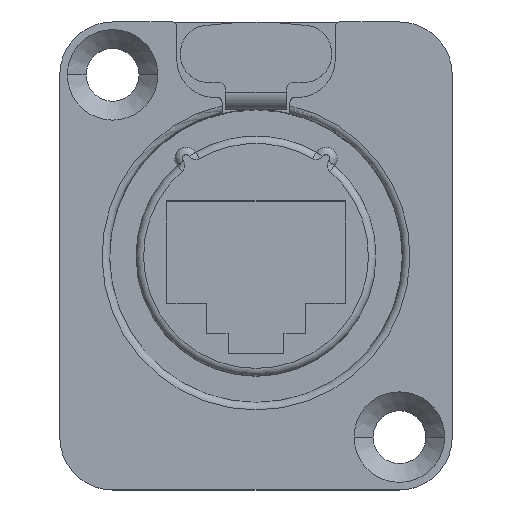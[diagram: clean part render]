
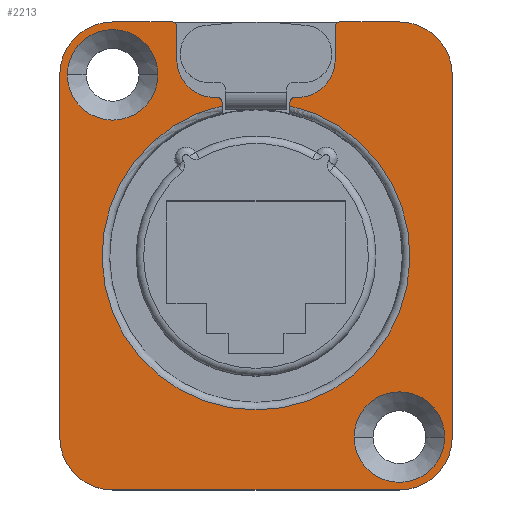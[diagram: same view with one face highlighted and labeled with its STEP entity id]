
A CAD part, top view. The second image highlights one B-rep face of the part: STEP entity #2213.
In plain terms, the highlighted planar face has unit normal (0, 0, 1).
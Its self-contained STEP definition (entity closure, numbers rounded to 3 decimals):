
#375=CARTESIAN_POINT('',(-9.5,12.,2.7));
#376=DIRECTION('',(0.,0.,1.));
#377=DIRECTION('',(1.,0.,0.));
#378=AXIS2_PLACEMENT_3D('',#375,#376,#377);
#380=CARTESIAN_POINT('',(-9.5,12.,2.7));
#381=DIRECTION('',(0.,0.,1.));
#382=DIRECTION('',(-1.,0.,0.));
#383=AXIS2_PLACEMENT_3D('',#380,#381,#382);
#385=CARTESIAN_POINT('',(9.5,-12.,2.7));
#386=DIRECTION('',(0.,0.,1.));
#387=DIRECTION('',(1.,0.,0.));
#388=AXIS2_PLACEMENT_3D('',#385,#386,#387);
#390=CARTESIAN_POINT('',(9.5,-12.,2.7));
#391=DIRECTION('',(0.,0.,1.));
#392=DIRECTION('',(-1.,0.,0.));
#393=AXIS2_PLACEMENT_3D('',#390,#391,#392);
#395=DIRECTION('',(0.,1.,0.));
#396=VECTOR('',#395,0.251);
#397=CARTESIAN_POINT('',(2.25,9.949,2.7));
#398=LINE('',#397,#396);
#399=CARTESIAN_POINT('',(2.55,10.2,2.7));
#400=DIRECTION('',(0.,0.,1.));
#401=DIRECTION('',(0.,1.,0.));
#402=AXIS2_PLACEMENT_3D('',#399,#400,#401);
#404=DIRECTION('',(1.,0.,0.));
#405=VECTOR('',#404,0.2);
#406=CARTESIAN_POINT('',(2.55,10.5,2.7));
#407=LINE('',#406,#405);
#408=CARTESIAN_POINT('',(2.75,13.,2.7));
#409=DIRECTION('',(0.,0.,1.));
#410=DIRECTION('',(0.,-1.,0.));
#411=AXIS2_PLACEMENT_3D('',#408,#409,#410);
#413=DIRECTION('',(0.,1.,0.));
#414=VECTOR('',#413,2.2);
#415=CARTESIAN_POINT('',(5.25,13.,2.7));
#416=LINE('',#415,#414);
#417=CARTESIAN_POINT('',(5.55,15.2,2.7));
#418=DIRECTION('',(0.,0.,1.));
#419=DIRECTION('',(0.,1.,0.));
#420=AXIS2_PLACEMENT_3D('',#417,#418,#419);
#422=DIRECTION('',(1.,0.,0.));
#423=VECTOR('',#422,3.95);
#424=CARTESIAN_POINT('',(5.55,15.5,2.7));
#425=LINE('',#424,#423);
#426=CARTESIAN_POINT('',(9.5,12.,2.7));
#427=DIRECTION('',(0.,0.,1.));
#428=DIRECTION('',(1.,0.,0.));
#429=AXIS2_PLACEMENT_3D('',#426,#427,#428);
#431=DIRECTION('',(0.,-1.,0.));
#432=VECTOR('',#431,24.);
#433=CARTESIAN_POINT('',(13.,12.,2.7));
#434=LINE('',#433,#432);
#435=CARTESIAN_POINT('',(9.5,-12.,2.7));
#436=DIRECTION('',(0.,0.,1.));
#437=DIRECTION('',(0.,-1.,0.));
#438=AXIS2_PLACEMENT_3D('',#435,#436,#437);
#440=DIRECTION('',(-1.,0.,0.));
#441=VECTOR('',#440,19.);
#442=CARTESIAN_POINT('',(9.5,-15.5,2.7));
#443=LINE('',#442,#441);
#444=CARTESIAN_POINT('',(-9.5,-12.,2.7));
#445=DIRECTION('',(0.,0.,1.));
#446=DIRECTION('',(-1.,0.,0.));
#447=AXIS2_PLACEMENT_3D('',#444,#445,#446);
#449=DIRECTION('',(0.,1.,0.));
#450=VECTOR('',#449,24.);
#451=CARTESIAN_POINT('',(-13.,-12.,2.7));
#452=LINE('',#451,#450);
#453=CARTESIAN_POINT('',(-9.5,12.,2.7));
#454=DIRECTION('',(0.,0.,1.));
#455=DIRECTION('',(0.,1.,0.));
#456=AXIS2_PLACEMENT_3D('',#453,#454,#455);
#458=DIRECTION('',(1.,0.,0.));
#459=VECTOR('',#458,3.95);
#460=CARTESIAN_POINT('',(-9.5,15.5,2.7));
#461=LINE('',#460,#459);
#462=CARTESIAN_POINT('',(-5.55,15.2,2.7));
#463=DIRECTION('',(0.,0.,1.));
#464=DIRECTION('',(1.,0.,0.));
#465=AXIS2_PLACEMENT_3D('',#462,#463,#464);
#467=DIRECTION('',(0.,-1.,0.));
#468=VECTOR('',#467,2.2);
#469=CARTESIAN_POINT('',(-5.25,15.2,2.7));
#470=LINE('',#469,#468);
#471=CARTESIAN_POINT('',(-2.75,13.,2.7));
#472=DIRECTION('',(0.,0.,1.));
#473=DIRECTION('',(-1.,0.,0.));
#474=AXIS2_PLACEMENT_3D('',#471,#472,#473);
#476=DIRECTION('',(1.,0.,0.));
#477=VECTOR('',#476,0.2);
#478=CARTESIAN_POINT('',(-2.75,10.5,2.7));
#479=LINE('',#478,#477);
#480=CARTESIAN_POINT('',(-2.55,10.2,2.7));
#481=DIRECTION('',(0.,0.,1.));
#482=DIRECTION('',(1.,0.,0.));
#483=AXIS2_PLACEMENT_3D('',#480,#481,#482);
#485=DIRECTION('',(0.,-1.,0.));
#486=VECTOR('',#485,0.251);
#487=CARTESIAN_POINT('',(-2.25,10.2,2.7));
#488=LINE('',#487,#486);
#533=CARTESIAN_POINT('',(0.,0.,2.7));
#534=DIRECTION('',(0.,0.,-1.));
#535=DIRECTION('',(0.221,0.975,0.));
#536=AXIS2_PLACEMENT_3D('',#533,#534,#535);
#560=CARTESIAN_POINT('',(-2.25,9.949,2.7));
#924=CARTESIAN_POINT('',(2.25,9.949,2.7));
#1262=CARTESIAN_POINT('',(-13.,-12.,2.7));
#1263=CARTESIAN_POINT('',(-13.,12.,2.7));
#1264=VERTEX_POINT('',#1262);
#1265=VERTEX_POINT('',#1263);
#1266=CARTESIAN_POINT('',(-9.5,15.5,2.7));
#1267=VERTEX_POINT('',#1266);
#1268=CARTESIAN_POINT('',(13.,12.,2.7));
#1269=CARTESIAN_POINT('',(9.5,15.5,2.7));
#1270=VERTEX_POINT('',#1268);
#1271=VERTEX_POINT('',#1269);
#1272=CARTESIAN_POINT('',(13.,-12.,2.7));
#1273=VERTEX_POINT('',#1272);
#1274=CARTESIAN_POINT('',(9.5,-15.5,2.7));
#1275=VERTEX_POINT('',#1274);
#1276=CARTESIAN_POINT('',(-9.5,-15.5,2.7));
#1277=VERTEX_POINT('',#1276);
#1538=CARTESIAN_POINT('',(2.55,10.5,2.7));
#1539=CARTESIAN_POINT('',(2.25,10.2,2.7));
#1540=VERTEX_POINT('',#1538);
#1541=VERTEX_POINT('',#1539);
#1542=CARTESIAN_POINT('',(2.75,10.5,2.7));
#1543=VERTEX_POINT('',#1542);
#1544=CARTESIAN_POINT('',(5.25,13.,2.7));
#1545=VERTEX_POINT('',#1544);
#1546=CARTESIAN_POINT('',(5.25,15.2,2.7));
#1547=VERTEX_POINT('',#1546);
#1548=CARTESIAN_POINT('',(5.55,15.5,2.7));
#1549=VERTEX_POINT('',#1548);
#1550=CARTESIAN_POINT('',(-5.25,15.2,2.7));
#1551=CARTESIAN_POINT('',(-5.55,15.5,2.7));
#1552=VERTEX_POINT('',#1550);
#1553=VERTEX_POINT('',#1551);
#1554=CARTESIAN_POINT('',(-5.25,13.,2.7));
#1555=VERTEX_POINT('',#1554);
#1556=CARTESIAN_POINT('',(-2.75,10.5,2.7));
#1557=VERTEX_POINT('',#1556);
#1558=CARTESIAN_POINT('',(-2.55,10.5,2.7));
#1559=VERTEX_POINT('',#1558);
#1560=CARTESIAN_POINT('',(-2.25,10.2,2.7));
#1561=VERTEX_POINT('',#1560);
#1596=CARTESIAN_POINT('',(-6.5,12.,2.7));
#1597=CARTESIAN_POINT('',(-12.5,12.,2.7));
#1598=VERTEX_POINT('',#1596);
#1599=VERTEX_POINT('',#1597);
#1600=CARTESIAN_POINT('',(12.5,-12.,2.7));
#1601=CARTESIAN_POINT('',(6.5,-12.,2.7));
#1602=VERTEX_POINT('',#1600);
#1603=VERTEX_POINT('',#1601);
#1626=VERTEX_POINT('',#924);
#1627=VERTEX_POINT('',#560);
#2152=CARTESIAN_POINT('',(0.,0.,2.7));
#2153=DIRECTION('',(0.,0.,-1.));
#2154=DIRECTION('',(0.,-1.,0.));
#2155=AXIS2_PLACEMENT_3D('',#2152,#2153,#2154);
#2156=PLANE('',#2155);
#2158=ORIENTED_EDGE('',*,*,#2157,.F.);
#2160=ORIENTED_EDGE('',*,*,#2159,.T.);
#2162=ORIENTED_EDGE('',*,*,#2161,.F.);
#2164=ORIENTED_EDGE('',*,*,#2163,.T.);
#2166=ORIENTED_EDGE('',*,*,#2165,.T.);
#2168=ORIENTED_EDGE('',*,*,#2167,.T.);
#2170=ORIENTED_EDGE('',*,*,#2169,.F.);
#2172=ORIENTED_EDGE('',*,*,#2171,.T.);
#2174=ORIENTED_EDGE('',*,*,#2173,.F.);
#2176=ORIENTED_EDGE('',*,*,#2175,.T.);
#2178=ORIENTED_EDGE('',*,*,#2177,.F.);
#2180=ORIENTED_EDGE('',*,*,#2179,.T.);
#2182=ORIENTED_EDGE('',*,*,#2181,.F.);
#2184=ORIENTED_EDGE('',*,*,#2183,.T.);
#2186=ORIENTED_EDGE('',*,*,#2185,.F.);
#2188=ORIENTED_EDGE('',*,*,#2187,.T.);
#2190=ORIENTED_EDGE('',*,*,#2189,.F.);
#2192=ORIENTED_EDGE('',*,*,#2191,.T.);
#2194=ORIENTED_EDGE('',*,*,#2193,.T.);
#2196=ORIENTED_EDGE('',*,*,#2195,.T.);
#2198=ORIENTED_EDGE('',*,*,#2197,.F.);
#2200=ORIENTED_EDGE('',*,*,#2199,.T.);
#2201=EDGE_LOOP('',(#2158,#2160,#2162,#2164,#2166,#2168,#2170,#2172,#2174,#2176,
#2178,#2180,#2182,#2184,#2186,#2188,#2190,#2192,#2194,#2196,#2198,#2200));
#2202=FACE_OUTER_BOUND('',#2201,.F.);
#2204=ORIENTED_EDGE('',*,*,#2203,.T.);
#2206=ORIENTED_EDGE('',*,*,#2205,.T.);
#2207=EDGE_LOOP('',(#2204,#2206));
#2208=FACE_BOUND('',#2207,.F.);
#2209=ORIENTED_EDGE('',*,*,#2146,.T.);
#2210=ORIENTED_EDGE('',*,*,#2132,.T.);
#2211=EDGE_LOOP('',(#2209,#2210));
#2212=FACE_BOUND('',#2211,.F.);
#2213=ADVANCED_FACE('',(#2202,#2208,#2212),#2156,.F.);
#379=CIRCLE('',#378,3.);
#384=CIRCLE('',#383,3.);
#389=CIRCLE('',#388,3.);
#394=CIRCLE('',#393,3.);
#403=CIRCLE('',#402,0.3);
#412=CIRCLE('',#411,2.5);
#421=CIRCLE('',#420,0.3);
#430=CIRCLE('',#429,3.5);
#439=CIRCLE('',#438,3.5);
#448=CIRCLE('',#447,3.5);
#457=CIRCLE('',#456,3.5);
#466=CIRCLE('',#465,0.3);
#475=CIRCLE('',#474,2.5);
#484=CIRCLE('',#483,0.3);
#537=CIRCLE('',#536,10.2);
#2132=EDGE_CURVE('',#1599,#1598,#384,.T.);
#2146=EDGE_CURVE('',#1598,#1599,#379,.T.);
#2157=EDGE_CURVE('',#1626,#1627,#537,.T.);
#2159=EDGE_CURVE('',#1626,#1541,#398,.T.);
#2161=EDGE_CURVE('',#1540,#1541,#403,.T.);
#2163=EDGE_CURVE('',#1540,#1543,#407,.T.);
#2165=EDGE_CURVE('',#1543,#1545,#412,.T.);
#2167=EDGE_CURVE('',#1545,#1547,#416,.T.);
#2169=EDGE_CURVE('',#1549,#1547,#421,.T.);
#2171=EDGE_CURVE('',#1549,#1271,#425,.T.);
#2173=EDGE_CURVE('',#1270,#1271,#430,.T.);
#2175=EDGE_CURVE('',#1270,#1273,#434,.T.);
#2177=EDGE_CURVE('',#1275,#1273,#439,.T.);
#2179=EDGE_CURVE('',#1275,#1277,#443,.T.);
#2181=EDGE_CURVE('',#1264,#1277,#448,.T.);
#2183=EDGE_CURVE('',#1264,#1265,#452,.T.);
#2185=EDGE_CURVE('',#1267,#1265,#457,.T.);
#2187=EDGE_CURVE('',#1267,#1553,#461,.T.);
#2189=EDGE_CURVE('',#1552,#1553,#466,.T.);
#2191=EDGE_CURVE('',#1552,#1555,#470,.T.);
#2193=EDGE_CURVE('',#1555,#1557,#475,.T.);
#2195=EDGE_CURVE('',#1557,#1559,#479,.T.);
#2197=EDGE_CURVE('',#1561,#1559,#484,.T.);
#2199=EDGE_CURVE('',#1561,#1627,#488,.T.);
#2203=EDGE_CURVE('',#1602,#1603,#389,.T.);
#2205=EDGE_CURVE('',#1603,#1602,#394,.T.);
